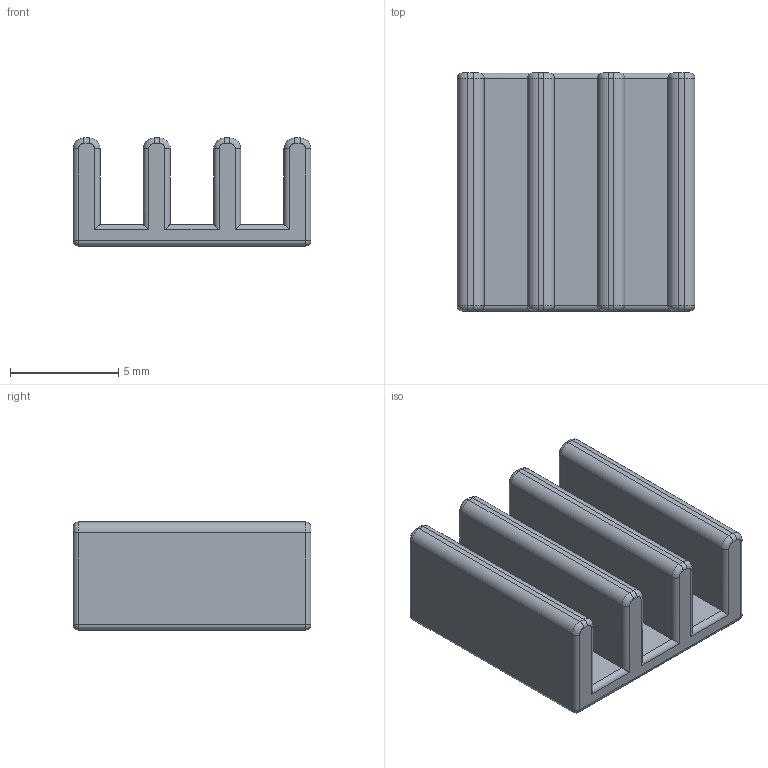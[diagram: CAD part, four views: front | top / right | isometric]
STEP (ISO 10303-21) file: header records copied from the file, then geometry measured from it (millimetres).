
FILE_DESCRIPTION(/* description */ (''),/* implementation_level */ '2;1');
FILE_NAME(/* name */ '散热片11x11x5.step',/* time_stamp */ '2022-05-23T09:25:03+08:00',/* author */ (''),/* organization */ (''),/* preprocessor_version */ 'ST-DEVELOPER v18.1',/* originating_system */ 'Autodesk Translation Framework v10.14.0.1471',/* authorisation */ '');
FILE_SCHEMA (('AUTOMOTIVE_DESIGN { 1 0 10303 214 3 1 1 }'));
Length unit declared in the file: millimetre
Products named in the file (1): 散热片11x11x5
Bounding box: 11 x 11 x 5 mm (x, y, z)
Volume: 334.5 mm3; surface area: 644.2 mm2
Topology: 1 solids, 1 shells, 80 faces, 178 edges, 100 vertices
Faces by surface type: cylinder 42, plane 18, bspline 16, sphere 4
Entity records: 2286 total; most frequent: CARTESIAN_POINT 487, DIRECTION 396, ORIENTED_EDGE 356, EDGE_CURVE 178, AXIS2_PLACEMENT_3D 153, VERTEX_POINT 100, LINE 90, VECTOR 90
